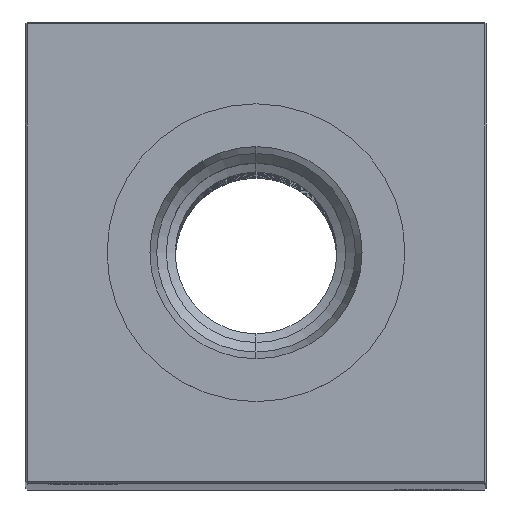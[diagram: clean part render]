
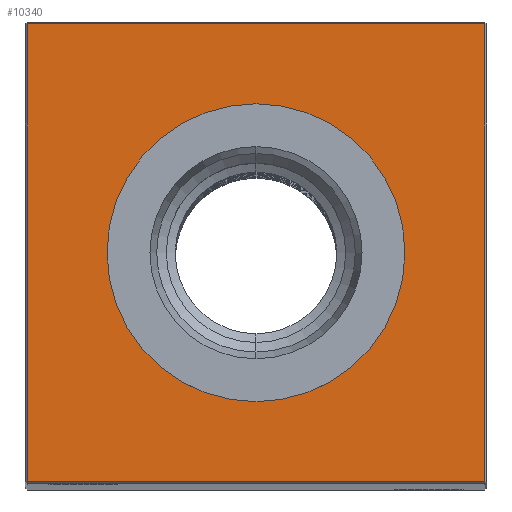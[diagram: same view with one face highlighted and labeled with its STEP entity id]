
A CAD part, top view. The second image highlights one B-rep face of the part: STEP entity #10340.
In plain terms, the highlighted planar face has unit normal (0, 0, 1).
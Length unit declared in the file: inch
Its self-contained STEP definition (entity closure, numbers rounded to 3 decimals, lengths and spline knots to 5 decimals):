
#344 = VERTEX_POINT ( 'NONE', #8409 ) ;
#940 = CARTESIAN_POINT ( 'NONE',  ( -1.24, 0., 20.5 ) ) ;
#1166 = VECTOR ( 'NONE', #23800, 39.37008 ) ;
#1379 = DIRECTION ( 'NONE',  ( -1., 0., 0. ) ) ;
#1896 = DIRECTION ( 'NONE',  ( 0., 0., -1. ) ) ;
#2463 = ORIENTED_EDGE ( 'NONE', *, *, #25597, .T. ) ;
#3155 = DIRECTION ( 'NONE',  ( 0., 0., -1. ) ) ;
#3610 = DIRECTION ( 'NONE',  ( 0., -1., 0. ) ) ;
#3876 = PLANE ( 'NONE',  #16974 ) ;
#4202 = VERTEX_POINT ( 'NONE', #14849 ) ;
#4301 = VERTEX_POINT ( 'NONE', #7474 ) ;
#4468 = ORIENTED_EDGE ( 'NONE', *, *, #7492, .T. ) ;
#4883 = CARTESIAN_POINT ( 'NONE',  ( 0., 0.80709, 20.5 ) ) ;
#6550 = FACE_BOUND ( 'NONE', #13790, .T. ) ;
#7474 = CARTESIAN_POINT ( 'NONE',  ( -1.24, 1.24, 20.5 ) ) ;
#7492 = EDGE_CURVE ( 'NONE', #22874, #14065, #8277, .T. ) ;
#7667 = CARTESIAN_POINT ( 'NONE',  ( 0., -0.80709, 20.5 ) ) ;
#7860 = EDGE_LOOP ( 'NONE', ( #2463, #32283, #17162, #28063 ) ) ;
#8174 = CARTESIAN_POINT ( 'NONE',  ( 0., 0., 20.5 ) ) ;
#8277 = CIRCLE ( 'NONE', #23180, 0.80709 ) ;
#8409 = CARTESIAN_POINT ( 'NONE',  ( 1.24, -1.24, 20.5 ) ) ;
#8445 = CARTESIAN_POINT ( 'NONE',  ( 0., -1.24, 20.5 ) ) ;
#8509 = DIRECTION ( 'NONE',  ( -1., 0., 0. ) ) ;
#8612 = DIRECTION ( 'NONE',  ( 0., 1., 0. ) ) ;
#8836 = CARTESIAN_POINT ( 'NONE',  ( 0., 1.24, 20.5 ) ) ;
#10340 = ADVANCED_FACE ( 'NONE', ( #21566, #6550 ), #3876, .F. ) ;
#10805 = VECTOR ( 'NONE', #3610, 39.37008 ) ;
#11159 = ORIENTED_EDGE ( 'NONE', *, *, #30464, .T. ) ;
#11335 = DIRECTION ( 'NONE',  ( -1., 0., 0. ) ) ;
#12431 = CARTESIAN_POINT ( 'NONE',  ( 0., 0., 20.5 ) ) ;
#12599 = DIRECTION ( 'NONE',  ( -1., 0., 0. ) ) ;
#13790 = EDGE_LOOP ( 'NONE', ( #11159, #4468 ) ) ;
#13807 = LINE ( 'NONE', #15819, #15855 ) ;
#13987 = VECTOR ( 'NONE', #11335, 39.37008 ) ;
#14065 = VERTEX_POINT ( 'NONE', #4883 ) ;
#14849 = CARTESIAN_POINT ( 'NONE',  ( -1.24, -1.24, 20.5 ) ) ;
#15819 = CARTESIAN_POINT ( 'NONE',  ( 1.24, 0., 20.5 ) ) ;
#15855 = VECTOR ( 'NONE', #8612, 39.37008 ) ;
#16517 = LINE ( 'NONE', #8836, #13987 ) ;
#16741 = DIRECTION ( 'NONE',  ( 0., 0., -1. ) ) ;
#16904 = CARTESIAN_POINT ( 'NONE',  ( 0., 0., 20.5 ) ) ;
#16974 = AXIS2_PLACEMENT_3D ( 'NONE', #16904, #16741, #1379 ) ;
#17162 = ORIENTED_EDGE ( 'NONE', *, *, #18072, .T. ) ;
#18072 = EDGE_CURVE ( 'NONE', #344, #20917, #13807, .T. ) ;
#18611 = LINE ( 'NONE', #8445, #1166 ) ;
#20917 = VERTEX_POINT ( 'NONE', #21079 ) ;
#21079 = CARTESIAN_POINT ( 'NONE',  ( 1.24, 1.24, 20.5 ) ) ;
#21566 = FACE_OUTER_BOUND ( 'NONE', #7860, .T. ) ;
#22874 = VERTEX_POINT ( 'NONE', #7667 ) ;
#23180 = AXIS2_PLACEMENT_3D ( 'NONE', #8174, #3155, #8509 ) ;
#23800 = DIRECTION ( 'NONE',  ( 1., 0., 0. ) ) ;
#25154 = CIRCLE ( 'NONE', #26255, 0.80709 ) ;
#25597 = EDGE_CURVE ( 'NONE', #4301, #4202, #26001, .T. ) ;
#26001 = LINE ( 'NONE', #940, #10805 ) ;
#26255 = AXIS2_PLACEMENT_3D ( 'NONE', #12431, #1896, #12599 ) ;
#27483 = EDGE_CURVE ( 'NONE', #4202, #344, #18611, .T. ) ;
#28063 = ORIENTED_EDGE ( 'NONE', *, *, #30887, .T. ) ;
#30464 = EDGE_CURVE ( 'NONE', #14065, #22874, #25154, .T. ) ;
#30887 = EDGE_CURVE ( 'NONE', #20917, #4301, #16517, .T. ) ;
#32283 = ORIENTED_EDGE ( 'NONE', *, *, #27483, .T. ) ;
